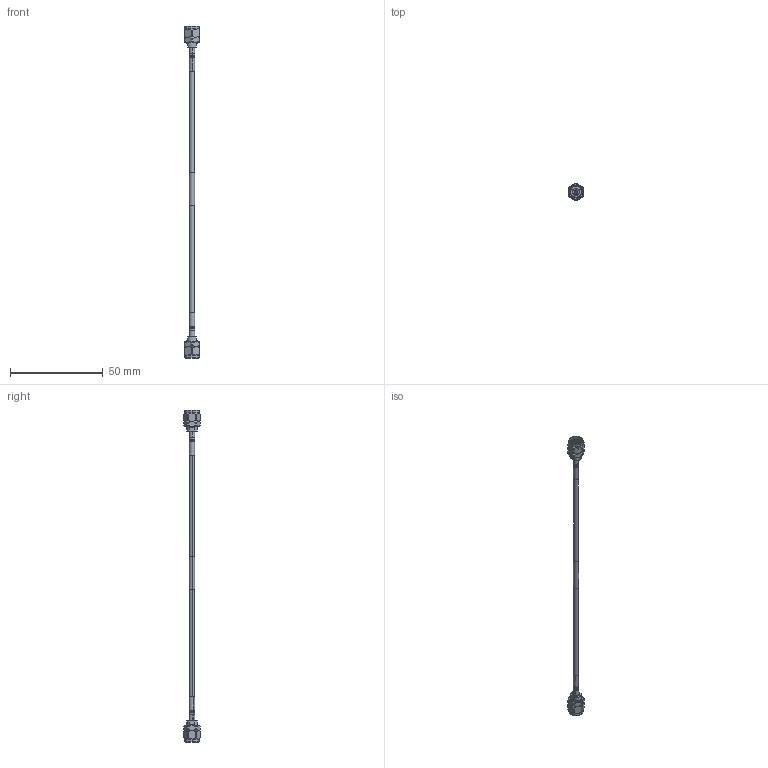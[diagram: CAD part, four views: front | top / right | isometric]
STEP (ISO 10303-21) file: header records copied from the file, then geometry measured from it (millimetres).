
FILE_DESCRIPTION (( 'STEP AP214' ), '1' );
FILE_NAME ('FMCA100344_3D.step', '2025-11-11T18:13:10', ( '' ), ( '' ), 'SwSTEP 2.0', 'SolidWorks 2025', '' );
FILE_SCHEMA (( 'AUTOMOTIVE_DESIGN' ));
Length unit declared in the file: inch
Products named in the file (6): PE-SR405FLJ_WITH LABEL; Copy of HEAT SHRINK^FMCA100344; PE45413; PE45414; Copy (2) of HEAT SHRINK^FMCA100344; FMCA100344_3D
Assembly tree (5 placements, depth 2):
  FMCA100344_3D
    PE-SR405FLJ_WITH LABEL
    PE45413
    PE45414
    Copy of HEAT SHRINK^FMCA100344
    Copy (2) of HEAT SHRINK^FMCA100344
Bounding box: 7.92 x 8.88 x 178.56 mm (x, y, z)
Volume: 1579.7 mm3; surface area: 3297.2 mm2
Topology: 9 solids, 9 shells, 303 faces, 718 edges, 458 vertices
Faces by surface type: cylinder 158, plane 77, cone 38, torus 24, bspline 6
Entity records: 12336 total; most frequent: CARTESIAN_POINT 5116, DIRECTION 1510, ORIENTED_EDGE 1436, EDGE_CURVE 718, AXIS2_PLACEMENT_3D 637, VERTEX_POINT 458, EDGE_LOOP 356, CIRCLE 332
